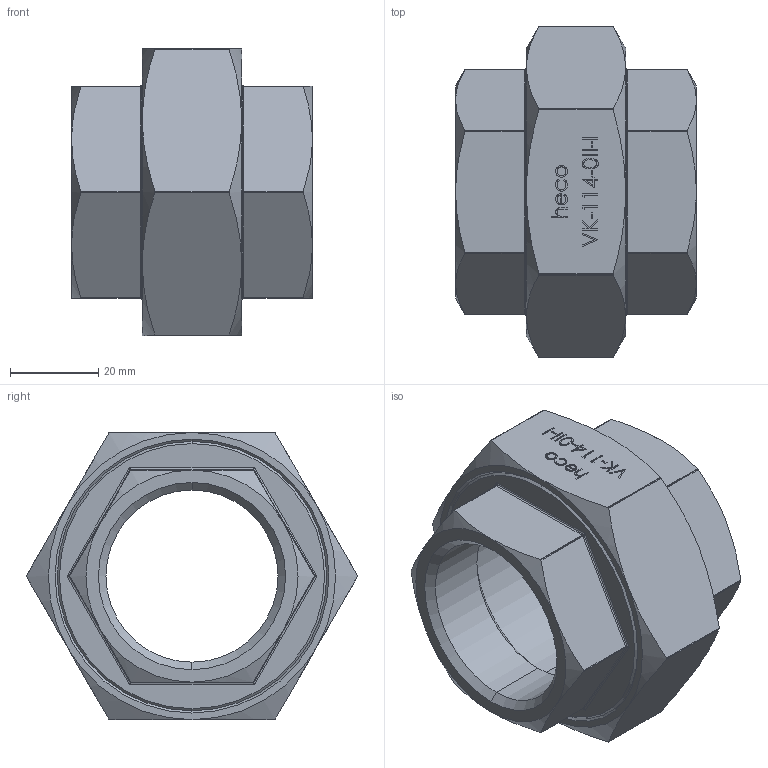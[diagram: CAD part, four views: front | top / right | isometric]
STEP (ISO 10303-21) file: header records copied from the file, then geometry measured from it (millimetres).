
FILE_DESCRIPTION (( 'STEP AP214' ), '1' );
FILE_NAME ('heco_VK-114-0II-I.STEP', '2016-09-23T08:16:11', ( '' ), ( '' ), 'SwSTEP 2.0', 'SolidWorks 2016', '' );
FILE_SCHEMA (( 'AUTOMOTIVE_DESIGN' ));
Length unit declared in the file: millimetre
Products named in the file (1): heco_VK-114-0II-I
Bounding box: 54.5 x 74.96 x 65.05 mm (x, y, z)
Volume: 72543.4 mm3; surface area: 22139 mm2
Topology: 1 solids, 1 shells, 292 faces, 728 edges, 454 vertices
Faces by surface type: plane 128, cylinder 72, bspline 56, cone 36
Entity records: 12778 total; most frequent: CARTESIAN_POINT 4987, ORIENTED_EDGE 1432, DIRECTION 996, EDGE_CURVE 716, VERTEX_POINT 454, VECTOR 398, LINE 398, EDGE_LOOP 322
